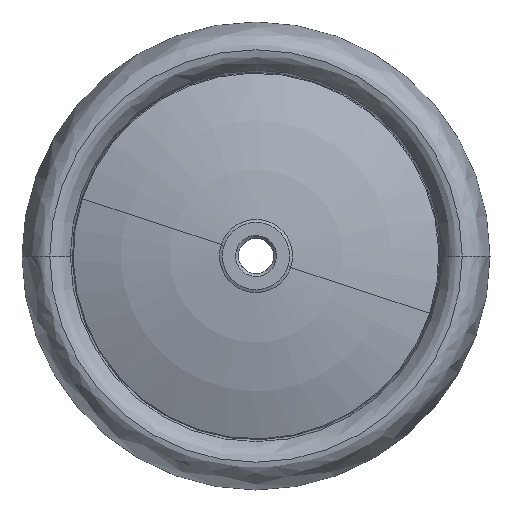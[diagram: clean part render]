
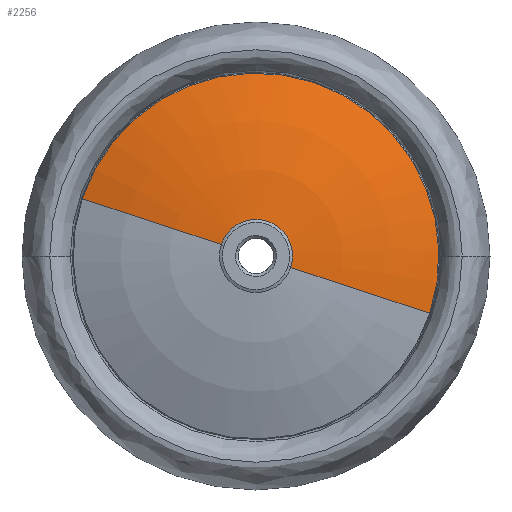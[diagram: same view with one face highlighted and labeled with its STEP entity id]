
A CAD part, left-side view. The second image highlights one B-rep face of the part: STEP entity #2256.
In plain terms, the highlighted toroidal (fillet/blend) face has major radius 3.595 mm and minor radius 150 mm.
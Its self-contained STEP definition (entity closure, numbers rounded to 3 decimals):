
#82 = AXIS2_PLACEMENT_3D ( 'NONE', #2196, #1597, #1235 ) ;
#102 = CIRCLE ( 'NONE', #1317, 150. ) ;
#156 = CARTESIAN_POINT ( 'NONE',  ( -30.5, -11.872, -3.912 ) ) ;
#233 = EDGE_LOOP ( 'NONE', ( #2446, #264, #1688, #254 ) ) ;
#254 = ORIENTED_EDGE ( 'NONE', *, *, #548, .F. ) ;
#264 = ORIENTED_EDGE ( 'NONE', *, *, #831, .T. ) ;
#477 = DIRECTION ( 'NONE',  ( -1., 0., 0. ) ) ;
#532 = DIRECTION ( 'NONE',  ( 0., -0.313, 0.95 ) ) ;
#548 = EDGE_CURVE ( 'NONE', #1680, #1918, #659, .T. ) ;
#635 = CARTESIAN_POINT ( 'NONE',  ( -30.5, 11.872, 3.912 ) ) ;
#649 = VERTEX_POINT ( 'NONE', #635 ) ;
#659 = CIRCLE ( 'NONE', #1086, 150. ) ;
#802 = DIRECTION ( 'NONE',  ( 0., 0.313, -0.95 ) ) ;
#831 = EDGE_CURVE ( 'NONE', #2284, #649, #102, .T. ) ;
#880 = EDGE_CURVE ( 'NONE', #1680, #2284, #2402, .T. ) ;
#945 = DIRECTION ( 'NONE',  ( -1., 0., 0. ) ) ;
#1086 = AXIS2_PLACEMENT_3D ( 'NONE', #2108, #802, #2321 ) ;
#1124 = CARTESIAN_POINT ( 'NONE',  ( 119.235, 3.414, 1.125 ) ) ;
#1235 = DIRECTION ( 'NONE',  ( 0., -0.95, -0.313 ) ) ;
#1317 = AXIS2_PLACEMENT_3D ( 'NONE', #1124, #532, #1844 ) ;
#1405 = DIRECTION ( 'NONE',  ( 0., -0.95, -0.313 ) ) ;
#1457 = CIRCLE ( 'NONE', #2318, 12.5 ) ;
#1536 = AXIS2_PLACEMENT_3D ( 'NONE', #2276, #945, #1898 ) ;
#1594 = EDGE_CURVE ( 'NONE', #1918, #649, #1457, .T. ) ;
#1597 = DIRECTION ( 'NONE',  ( -1., 0., 0. ) ) ;
#1632 = FACE_OUTER_BOUND ( 'NONE', #233, .T. ) ;
#1680 = VERTEX_POINT ( 'NONE', #2171 ) ;
#1688 = ORIENTED_EDGE ( 'NONE', *, *, #1594, .F. ) ;
#1844 = DIRECTION ( 'NONE',  ( 0., -0.95, -0.313 ) ) ;
#1898 = DIRECTION ( 'NONE',  ( 0., 0.95, 0.313 ) ) ;
#1918 = VERTEX_POINT ( 'NONE', #156 ) ;
#1982 = CARTESIAN_POINT ( 'NONE',  ( -30.5, 0., 0. ) ) ;
#1993 = TOROIDAL_SURFACE ( 'NONE', #82, 3.595, 150. ) ;
#2108 = CARTESIAN_POINT ( 'NONE',  ( 119.235, -3.414, -1.125 ) ) ;
#2171 = CARTESIAN_POINT ( 'NONE',  ( -18.709, -59.372, -19.562 ) ) ;
#2172 = CARTESIAN_POINT ( 'NONE',  ( -18.709, 59.372, 19.562 ) ) ;
#2196 = CARTESIAN_POINT ( 'NONE',  ( 119.235, 0., 0. ) ) ;
#2256 = ADVANCED_FACE ( 'NONE', ( #1632 ), #1993, .T. ) ;
#2276 = CARTESIAN_POINT ( 'NONE',  ( -18.709, 0., 0. ) ) ;
#2284 = VERTEX_POINT ( 'NONE', #2172 ) ;
#2318 = AXIS2_PLACEMENT_3D ( 'NONE', #1982, #477, #1405 ) ;
#2321 = DIRECTION ( 'NONE',  ( 0., 0.95, 0.313 ) ) ;
#2402 = CIRCLE ( 'NONE', #1536, 62.512 ) ;
#2446 = ORIENTED_EDGE ( 'NONE', *, *, #880, .T. ) ;
